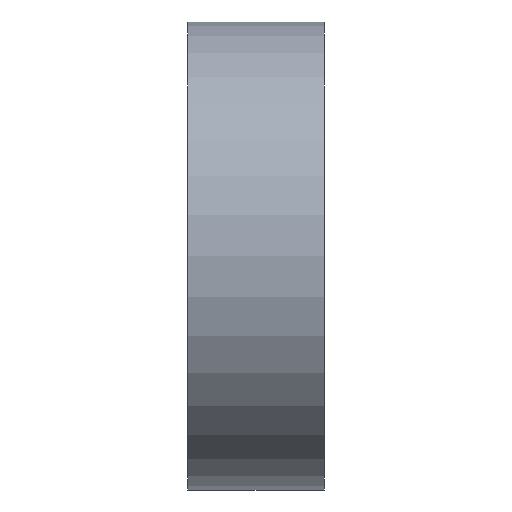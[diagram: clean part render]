
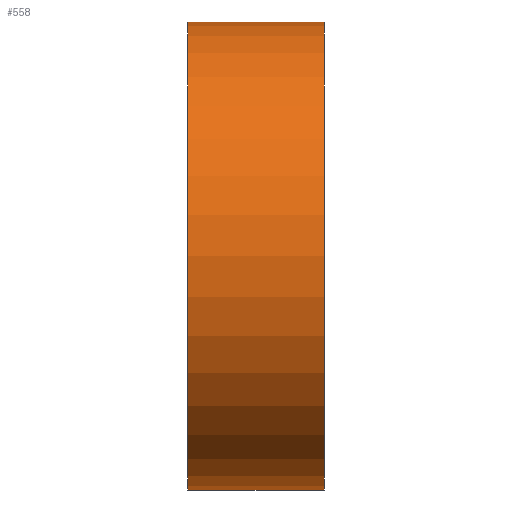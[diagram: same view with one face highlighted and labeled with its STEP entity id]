
A CAD part, left-side view. The second image highlights one B-rep face of the part: STEP entity #558.
In plain terms, the highlighted cylindrical face has radius 19.101 mm (diameter 38.202 mm), a partial arc.
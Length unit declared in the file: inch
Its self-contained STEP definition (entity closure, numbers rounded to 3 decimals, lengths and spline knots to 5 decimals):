
#10 = LINE ( 'NONE', #468, #154 ) ;
#14 = DIRECTION ( 'NONE',  ( 0., -1., 0. ) ) ;
#32 = VECTOR ( 'NONE', #14, 39.37008 ) ;
#36 = CARTESIAN_POINT ( 'NONE',  ( 0., 0., -0.752 ) ) ;
#48 = EDGE_LOOP ( 'NONE', ( #98, #632, #235, #171 ) ) ;
#98 = ORIENTED_EDGE ( 'NONE', *, *, #131, .F. ) ;
#99 = DIRECTION ( 'NONE',  ( 0., 1., 0. ) ) ;
#131 = EDGE_CURVE ( 'NONE', #519, #169, #10, .T. ) ;
#132 = DIRECTION ( 'NONE',  ( 0., -1., 0. ) ) ;
#154 = VECTOR ( 'NONE', #132, 39.37008 ) ;
#155 = CARTESIAN_POINT ( 'NONE',  ( 0., 0.44, 0. ) ) ;
#169 = VERTEX_POINT ( 'NONE', #301 ) ;
#171 = ORIENTED_EDGE ( 'NONE', *, *, #538, .T. ) ;
#182 = VERTEX_POINT ( 'NONE', #254 ) ;
#195 = LINE ( 'NONE', #647, #32 ) ;
#225 = DIRECTION ( 'NONE',  ( 0., 1., 0. ) ) ;
#235 = ORIENTED_EDGE ( 'NONE', *, *, #681, .T. ) ;
#247 = AXIS2_PLACEMENT_3D ( 'NONE', #415, #99, #473 ) ;
#254 = CARTESIAN_POINT ( 'NONE',  ( 0., 0.44, -0.752 ) ) ;
#301 = CARTESIAN_POINT ( 'NONE',  ( 0., 0., 0.752 ) ) ;
#360 = DIRECTION ( 'NONE',  ( 0., -1., 0. ) ) ;
#415 = CARTESIAN_POINT ( 'NONE',  ( 0., 0., 0. ) ) ;
#454 = CIRCLE ( 'NONE', #247, 0.752 ) ;
#468 = CARTESIAN_POINT ( 'NONE',  ( 0., 0.44, 0.752 ) ) ;
#473 = DIRECTION ( 'NONE',  ( 0., 0., 1. ) ) ;
#494 = CIRCLE ( 'NONE', #656, 0.752 ) ;
#499 = VERTEX_POINT ( 'NONE', #36 ) ;
#519 = VERTEX_POINT ( 'NONE', #629 ) ;
#520 = AXIS2_PLACEMENT_3D ( 'NONE', #155, #360, #527 ) ;
#527 = DIRECTION ( 'NONE',  ( 0., 0., -1. ) ) ;
#538 = EDGE_CURVE ( 'NONE', #499, #169, #454, .T. ) ;
#542 = CARTESIAN_POINT ( 'NONE',  ( 0., 0.44, 0. ) ) ;
#558 = ADVANCED_FACE ( 'NONE', ( #583 ), #565, .T. ) ;
#565 = CYLINDRICAL_SURFACE ( 'NONE', #520, 0.752 ) ;
#583 = FACE_OUTER_BOUND ( 'NONE', #48, .T. ) ;
#598 = DIRECTION ( 'NONE',  ( 0., 0., 1. ) ) ;
#611 = EDGE_CURVE ( 'NONE', #182, #519, #494, .T. ) ;
#629 = CARTESIAN_POINT ( 'NONE',  ( 0., 0.44, 0.752 ) ) ;
#632 = ORIENTED_EDGE ( 'NONE', *, *, #611, .F. ) ;
#647 = CARTESIAN_POINT ( 'NONE',  ( 0., 0.44, -0.752 ) ) ;
#656 = AXIS2_PLACEMENT_3D ( 'NONE', #542, #225, #598 ) ;
#681 = EDGE_CURVE ( 'NONE', #182, #499, #195, .T. ) ;
